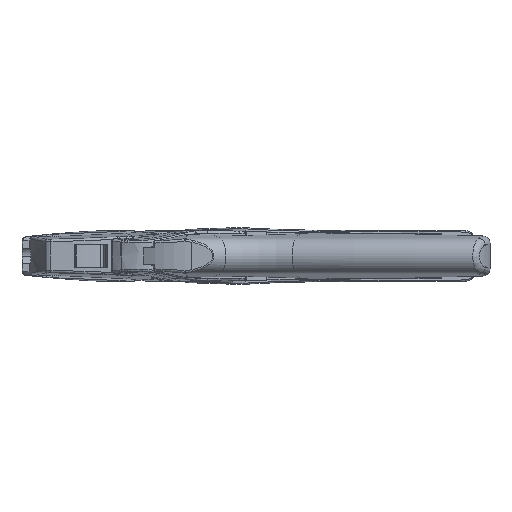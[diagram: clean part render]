
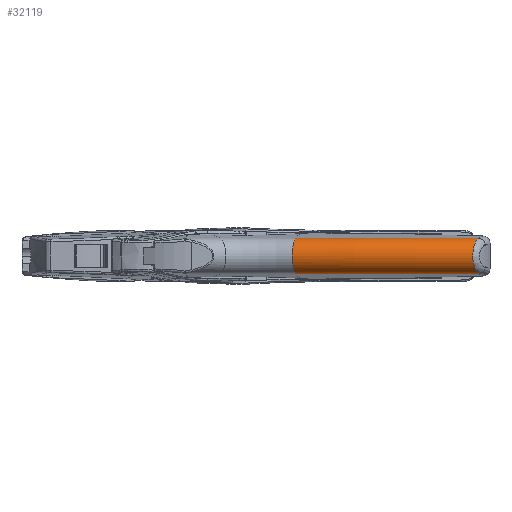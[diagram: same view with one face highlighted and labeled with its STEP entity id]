
A CAD part, front view. The second image highlights one B-rep face of the part: STEP entity #32119.
In plain terms, the highlighted toroidal (fillet/blend) face has major radius 793.5 mm and minor radius 7.5 mm.
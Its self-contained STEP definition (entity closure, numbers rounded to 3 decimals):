
#30563=AXIS2_PLACEMENT_3D('Circle Axis2P3D',#30561,#30562,$) ;
#32090=AXIS2_PLACEMENT_3D('Torus Axis2P3D',#32087,#32088,#32089) ;
#32094=AXIS2_PLACEMENT_3D('Circle Axis2P3D',#32092,#32093,$) ;
#32101=AXIS2_PLACEMENT_3D('Circle Axis2P3D',#32099,#32100,$) ;
#32108=AXIS2_PLACEMENT_3D('Circle Axis2P3D',#32106,#32107,$) ;
#30399=CARTESIAN_POINT('Vertex',(189.758,6.002,19.152)) ;
#30537=CARTESIAN_POINT('Vertex',(189.758,6.002,4.38)) ;
#30561=CARTESIAN_POINT('Axis2P3D Location',(268.904,796.854,4.38)) ;
#30565=CARTESIAN_POINT('Vertex',(113.591,17.375,4.38)) ;
#32052=CARTESIAN_POINT('Control Point',(187.369,0.015,11.766)) ;
#32053=CARTESIAN_POINT('Control Point',(187.369,0.015,12.853)) ;
#32054=CARTESIAN_POINT('Control Point',(187.456,0.204,13.94)) ;
#32055=CARTESIAN_POINT('Control Point',(187.632,0.583,14.966)) ;
#32056=CARTESIAN_POINT('Control Point',(188.106,1.648,16.801)) ;
#32057=CARTESIAN_POINT('Control Point',(188.745,3.21,18.119)) ;
#32058=CARTESIAN_POINT('Control Point',(189.085,4.086,18.628)) ;
#32059=CARTESIAN_POINT('Control Point',(189.426,5.027,18.975)) ;
#32060=CARTESIAN_POINT('Control Point',(189.758,6.002,19.152)) ;
#32061=CARTESIAN_POINT('Vertex',(187.369,0.015,11.766)) ;
#32065=CARTESIAN_POINT('Control Point',(189.758,6.002,4.38)) ;
#32066=CARTESIAN_POINT('Control Point',(189.496,5.23,4.52)) ;
#32067=CARTESIAN_POINT('Control Point',(189.227,4.48,4.766)) ;
#32068=CARTESIAN_POINT('Control Point',(188.958,3.766,5.115)) ;
#32069=CARTESIAN_POINT('Control Point',(188.314,2.133,6.216)) ;
#32070=CARTESIAN_POINT('Control Point',(187.778,0.901,7.857)) ;
#32071=CARTESIAN_POINT('Control Point',(187.526,0.355,9.)) ;
#32072=CARTESIAN_POINT('Control Point',(187.383,0.047,10.303)) ;
#32073=CARTESIAN_POINT('Control Point',(187.369,0.016,11.618)) ;
#32074=CARTESIAN_POINT('Control Point',(187.369,0.015,11.667)) ;
#32075=CARTESIAN_POINT('Control Point',(187.369,0.015,11.716)) ;
#32076=CARTESIAN_POINT('Control Point',(187.369,0.015,11.766)) ;
#32087=CARTESIAN_POINT('Axis2P3D Location',(268.904,796.854,11.766)) ;
#32092=CARTESIAN_POINT('Axis2P3D Location',(113.845,18.652,11.766)) ;
#32096=CARTESIAN_POINT('Vertex',(112.379,11.297,11.766)) ;
#32099=CARTESIAN_POINT('Axis2P3D Location',(268.904,796.854,19.152)) ;
#32103=CARTESIAN_POINT('Vertex',(113.591,17.375,19.152)) ;
#32106=CARTESIAN_POINT('Axis2P3D Location',(113.845,18.652,11.766)) ;
#30562=DIRECTION('Axis2P3D Direction',(0.,0.,1.)) ;
#32088=DIRECTION('Axis2P3D Direction',(0.,0.,1.)) ;
#32089=DIRECTION('Axis2P3D XDirection',(-0.195,-0.981,0.)) ;
#32093=DIRECTION('Axis2P3D Direction',(-0.981,0.195,0.)) ;
#32100=DIRECTION('Axis2P3D Direction',(0.,0.,1.)) ;
#32107=DIRECTION('Axis2P3D Direction',(-0.981,0.195,0.)) ;
#32112=ORIENTED_EDGE('',*,*,#32098,.F.) ;
#32113=ORIENTED_EDGE('',*,*,#30567,.T.) ;
#32114=ORIENTED_EDGE('',*,*,#32077,.T.) ;
#32115=ORIENTED_EDGE('',*,*,#32063,.T.) ;
#32116=ORIENTED_EDGE('',*,*,#32105,.F.) ;
#32117=ORIENTED_EDGE('',*,*,#32110,.F.) ;
#32119=ADVANCED_FACE('Hauptk\X2\00F6\X0\rper',(#32118),#32091,.T.) ;
#32051=B_SPLINE_CURVE_WITH_KNOTS('',5,(#32052,#32053,#32054,#32055,#32056,#32057,#32058,#32059,#32060),.UNSPECIFIED.,.F.,.U.,(6,3,6),(24.893,29.467,34.054),.UNSPECIFIED.) ;
#32064=B_SPLINE_CURVE_WITH_KNOTS('',5,(#32065,#32066,#32067,#32068,#32069,#32070,#32071,#32072,#32073,#32074,#32075,#32076),.UNSPECIFIED.,.F.,.U.,(6,3,3,6),(15.732,19.363,24.687,24.893),.UNSPECIFIED.) ;
#30564=CIRCLE('generated circle',#30563,794.802) ;
#32095=CIRCLE('generated circle',#32094,7.5) ;
#32102=CIRCLE('generated circle',#32101,794.802) ;
#32109=CIRCLE('generated circle',#32108,7.5) ;
#32091=TOROIDAL_SURFACE('homeo Torus',#32090,793.5,7.5) ;
#30567=EDGE_CURVE('',#30566,#30538,#30564,.T.) ;
#32063=EDGE_CURVE('',#32062,#30400,#32051,.T.) ;
#32077=EDGE_CURVE('',#30538,#32062,#32064,.T.) ;
#32098=EDGE_CURVE('',#30566,#32097,#32095,.T.) ;
#32105=EDGE_CURVE('',#32104,#30400,#32102,.T.) ;
#32110=EDGE_CURVE('',#32097,#32104,#32109,.T.) ;
#32111=EDGE_LOOP('',(#32112,#32113,#32114,#32115,#32116,#32117)) ;
#32118=FACE_OUTER_BOUND('',#32111,.T.) ;
#30400=VERTEX_POINT('',#30399) ;
#30538=VERTEX_POINT('',#30537) ;
#30566=VERTEX_POINT('',#30565) ;
#32062=VERTEX_POINT('',#32061) ;
#32097=VERTEX_POINT('',#32096) ;
#32104=VERTEX_POINT('',#32103) ;
